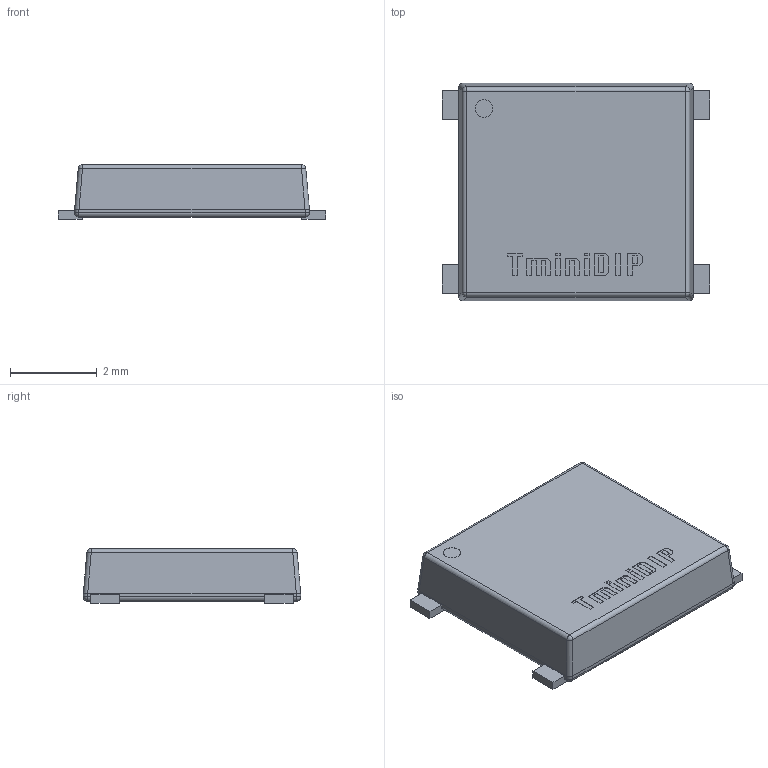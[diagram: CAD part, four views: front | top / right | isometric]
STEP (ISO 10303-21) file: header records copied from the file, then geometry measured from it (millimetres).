
FILE_DESCRIPTION(/* description */ ('model of T-miniDIP_5x5_wLABEL'),/* implementation_level */ '2;1');
FILE_NAME(/* name */ 'T-miniDIP_5x5_wLABEL.stp',/* time_stamp */ '2015-12-05T22:09:50',/* author */ ('Joan The Spark',''),/* organization */ (''),/* preprocessor_version */ '',/* originating_system */ '',/* authorisation */ '');
FILE_SCHEMA (('AUTOMOTIVE_DESIGN { 1 0 10303 214 3 1 1 }'));
Length unit declared in the file: millimetre
Products named in the file (1): T-miniDIP_5x5
Bounding box: 6.15 x 5 x 1.26 mm (x, y, z)
Volume: 31.8 mm3; surface area: 78.4 mm2
Topology: 1 solids, 1 shells, 148 faces, 375 edges, 242 vertices
Faces by surface type: plane 119, cylinder 21, sphere 8
Full cylindrical faces by diameter (mm): 0.4 x1
Entity records: 4522 total; most frequent: CARTESIAN_POINT 765, ORIENTED_EDGE 748, DIRECTION 710, EDGE_CURVE 374, LINE 336, VECTOR 336, VERTEX_POINT 242, AXIS2_PLACEMENT_3D 187
